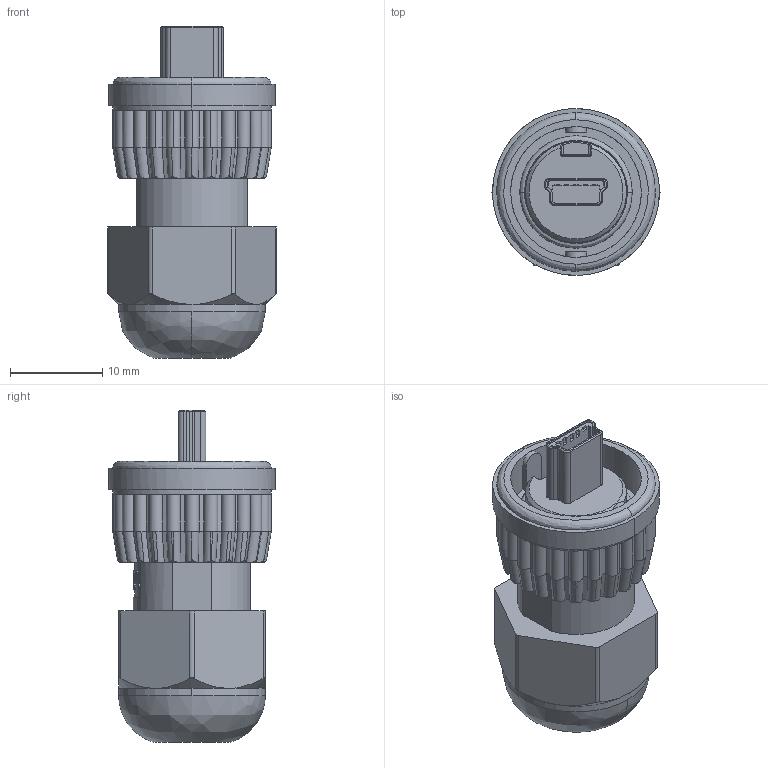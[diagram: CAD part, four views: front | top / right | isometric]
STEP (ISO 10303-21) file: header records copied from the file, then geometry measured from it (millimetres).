
FILE_DESCRIPTION (( 'STEP AP203' ), '1' );
FILE_NAME ('DCC-USBNB-160.STEP', '2013-03-01T14:52:52', ( 'J0FPBF1' ), ( '' ), 'SwSTEP 2.0', 'SolidWorks 2012', '' );
FILE_SCHEMA (( 'CONFIG_CONTROL_DESIGN' ));
Length unit declared in the file: inch
Products named in the file (1): DCC-USBNB-160
Bounding box: 18.17 x 18.03 x 35.91 mm (x, y, z)
Volume: 5414.3 mm3; surface area: 2761.1 mm2
Topology: 1 solids, 1 shells, 433 faces, 1243 edges, 824 vertices
Faces by surface type: cylinder 210, plane 133, bspline 72, cone 18
Entity records: 18873 total; most frequent: CARTESIAN_POINT 9009, ORIENTED_EDGE 2482, DIRECTION 1387, EDGE_CURVE 1241, VERTEX_POINT 824, B_SPLINE_CURVE_WITH_KNOTS 634, LINE 473, VECTOR 473
